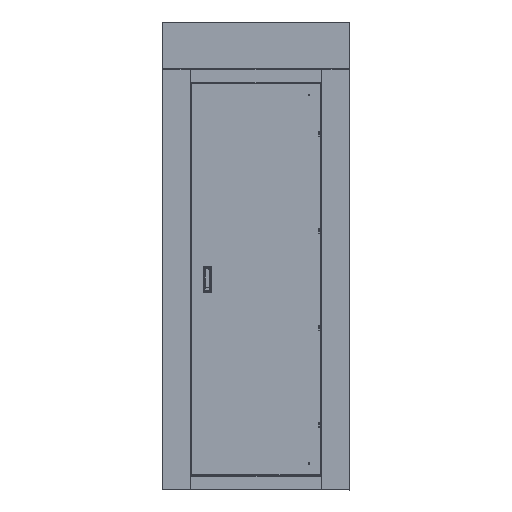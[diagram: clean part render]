
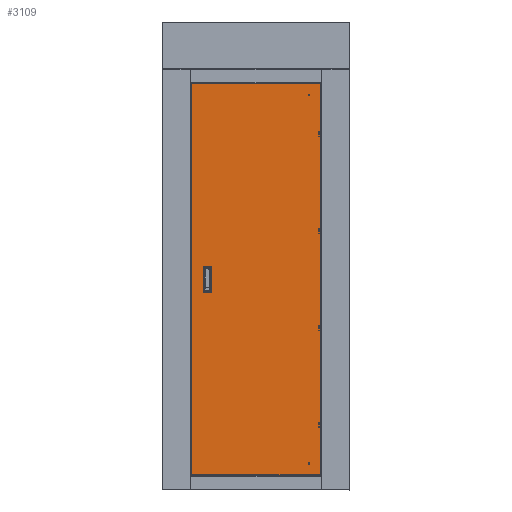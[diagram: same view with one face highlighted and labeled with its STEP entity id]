
A CAD part, top view. The second image highlights one B-rep face of the part: STEP entity #3109.
In plain terms, the highlighted planar face has unit normal (0, 0, 1).
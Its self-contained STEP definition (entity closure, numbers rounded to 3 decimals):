
#1493 = EDGE_CURVE ( 'NONE', #57492, #10157, #57727, .T. ) ;
#2175 = DIRECTION ( 'NONE',  ( -1., 0., 0. ) ) ;
#3109 = ADVANCED_FACE ( 'NONE', ( #49639, #14410 ), #12821, .F. ) ;
#3778 = ORIENTED_EDGE ( 'NONE', *, *, #1493, .T. ) ;
#4235 = DIRECTION ( 'NONE',  ( 0., 0., -1. ) ) ;
#5439 = VERTEX_POINT ( 'NONE', #47196 ) ;
#5627 = DIRECTION ( 'NONE',  ( 1., 0., 0. ) ) ;
#5849 = AXIS2_PLACEMENT_3D ( 'NONE', #44270, #16767, #48945 ) ;
#6313 = VECTOR ( 'NONE', #15499, 1000. ) ;
#6829 = EDGE_LOOP ( 'NONE', ( #9358, #3778, #10773, #28755, #29243, #49279, #29912, #58628 ) ) ;
#8836 = EDGE_CURVE ( 'NONE', #20872, #38946, #18658, .T. ) ;
#9091 = CARTESIAN_POINT ( 'NONE',  ( -167.388, 904.445, 1340.667 ) ) ;
#9358 = ORIENTED_EDGE ( 'NONE', *, *, #42157, .F. ) ;
#9639 = CARTESIAN_POINT ( 'NONE',  ( -82.388, 122.445, 1340.667 ) ) ;
#10013 = DIRECTION ( 'NONE',  ( 0., 0., -1. ) ) ;
#10157 = VERTEX_POINT ( 'NONE', #27564 ) ;
#10773 = ORIENTED_EDGE ( 'NONE', *, *, #39702, .F. ) ;
#10858 = LINE ( 'NONE', #23878, #58316 ) ;
#10976 = LINE ( 'NONE', #24632, #12438 ) ;
#12012 = VERTEX_POINT ( 'NONE', #50218 ) ;
#12438 = VECTOR ( 'NONE', #38247, 1000. ) ;
#12753 = CARTESIAN_POINT ( 'NONE',  ( -114.388, 12.445, 1340.667 ) ) ;
#12821 = PLANE ( 'NONE',  #43750 ) ;
#13217 = VERTEX_POINT ( 'NONE', #41266 ) ;
#13901 = AXIS2_PLACEMENT_3D ( 'NONE', #57185, #29630, #2175 ) ;
#14410 = FACE_OUTER_BOUND ( 'NONE', #51952, .T. ) ;
#15418 = VECTOR ( 'NONE', #21963, 1000. ) ;
#15499 = DIRECTION ( 'NONE',  ( 0., -1., 0. ) ) ;
#16739 = LINE ( 'NONE', #21767, #41108 ) ;
#16767 = DIRECTION ( 'NONE',  ( 0., 0., -1. ) ) ;
#17370 = CARTESIAN_POINT ( 'NONE',  ( 386.612, 900.445, 1340.667 ) ) ;
#17429 = DIRECTION ( 'NONE',  ( 0., 0., -1. ) ) ;
#17671 = ORIENTED_EDGE ( 'NONE', *, *, #46475, .F. ) ;
#18541 = LINE ( 'NONE', #38325, #6313 ) ;
#18658 = CIRCLE ( 'NONE', #13901, 1. ) ;
#19504 = DIRECTION ( 'NONE',  ( -1., 0., 0. ) ) ;
#19811 = AXIS2_PLACEMENT_3D ( 'NONE', #31682, #4235, #36301 ) ;
#19818 = EDGE_CURVE ( 'NONE', #20872, #28969, #10858, .T. ) ;
#20409 = VECTOR ( 'NONE', #19504, 1000. ) ;
#20872 = VERTEX_POINT ( 'NONE', #12753 ) ;
#21767 = CARTESIAN_POINT ( 'NONE',  ( -81.388, 12.445, 1340.667 ) ) ;
#21963 = DIRECTION ( 'NONE',  ( 0., 1., 0. ) ) ;
#23607 = EDGE_CURVE ( 'NONE', #30552, #36436, #44861, .T. ) ;
#23878 = CARTESIAN_POINT ( 'NONE',  ( -115.388, 12.445, 1340.667 ) ) ;
#24632 = CARTESIAN_POINT ( 'NONE',  ( -165.388, 904.445, 1340.667 ) ) ;
#25541 = AXIS2_PLACEMENT_3D ( 'NONE', #37485, #10013, #42102 ) ;
#27564 = CARTESIAN_POINT ( 'NONE',  ( -114.388, 122.445, 1340.667 ) ) ;
#28110 = EDGE_CURVE ( 'NONE', #32786, #5439, #50038, .T. ) ;
#28189 = LINE ( 'NONE', #37500, #52702 ) ;
#28259 = DIRECTION ( 'NONE',  ( -1., 0., 0. ) ) ;
#28699 = CARTESIAN_POINT ( 'NONE',  ( -167.388, -769.555, 1340.667 ) ) ;
#28755 = ORIENTED_EDGE ( 'NONE', *, *, #28110, .T. ) ;
#28969 = VERTEX_POINT ( 'NONE', #52629 ) ;
#29243 = ORIENTED_EDGE ( 'NONE', *, *, #56388, .F. ) ;
#29630 = DIRECTION ( 'NONE',  ( 0., 0., -1. ) ) ;
#29912 = ORIENTED_EDGE ( 'NONE', *, *, #19818, .F. ) ;
#30552 = VERTEX_POINT ( 'NONE', #38868 ) ;
#31682 = CARTESIAN_POINT ( 'NONE',  ( -114.388, 121.445, 1340.667 ) ) ;
#32277 = ORIENTED_EDGE ( 'NONE', *, *, #47257, .F. ) ;
#32786 = VERTEX_POINT ( 'NONE', #9639 ) ;
#35372 = DIRECTION ( 'NONE',  ( 0., 1., 0. ) ) ;
#36098 = CARTESIAN_POINT ( 'NONE',  ( -167.388, -769.555, 1340.667 ) ) ;
#36301 = DIRECTION ( 'NONE',  ( -1., 0., 0. ) ) ;
#36436 = VERTEX_POINT ( 'NONE', #36098 ) ;
#37485 = CARTESIAN_POINT ( 'NONE',  ( -82.388, 121.445, 1340.667 ) ) ;
#37500 = CARTESIAN_POINT ( 'NONE',  ( -115.388, 122.445, 1340.667 ) ) ;
#38247 = DIRECTION ( 'NONE',  ( 1., 0., 0. ) ) ;
#38325 = CARTESIAN_POINT ( 'NONE',  ( -115.388, 12.445, 1340.667 ) ) ;
#38349 = LINE ( 'NONE', #17370, #15418 ) ;
#38868 = CARTESIAN_POINT ( 'NONE',  ( 386.612, -769.555, 1340.667 ) ) ;
#38946 = VERTEX_POINT ( 'NONE', #46536 ) ;
#39702 = EDGE_CURVE ( 'NONE', #32786, #10157, #28189, .T. ) ;
#40509 = VECTOR ( 'NONE', #50321, 1000. ) ;
#41108 = VECTOR ( 'NONE', #35372, 1000. ) ;
#41266 = CARTESIAN_POINT ( 'NONE',  ( -81.388, 13.445, 1340.667 ) ) ;
#42102 = DIRECTION ( 'NONE',  ( -1., 0., 0. ) ) ;
#42157 = EDGE_CURVE ( 'NONE', #57492, #38946, #18541, .T. ) ;
#43750 = AXIS2_PLACEMENT_3D ( 'NONE', #44952, #17429, #49583 ) ;
#44270 = CARTESIAN_POINT ( 'NONE',  ( -82.388, 13.445, 1340.667 ) ) ;
#44271 = EDGE_CURVE ( 'NONE', #13217, #28969, #51437, .T. ) ;
#44861 = LINE ( 'NONE', #28699, #20409 ) ;
#44952 = CARTESIAN_POINT ( 'NONE',  ( 383.612, -766.555, 1340.667 ) ) ;
#46322 = EDGE_CURVE ( 'NONE', #30552, #12012, #38349, .T. ) ;
#46475 = EDGE_CURVE ( 'NONE', #36436, #48660, #52806, .T. ) ;
#46536 = CARTESIAN_POINT ( 'NONE',  ( -115.388, 13.445, 1340.667 ) ) ;
#47196 = CARTESIAN_POINT ( 'NONE',  ( -81.388, 121.445, 1340.667 ) ) ;
#47257 = EDGE_CURVE ( 'NONE', #48660, #12012, #10976, .T. ) ;
#48660 = VERTEX_POINT ( 'NONE', #50040 ) ;
#48945 = DIRECTION ( 'NONE',  ( -1., 0., 0. ) ) ;
#49279 = ORIENTED_EDGE ( 'NONE', *, *, #44271, .T. ) ;
#49583 = DIRECTION ( 'NONE',  ( -1., 0., 0. ) ) ;
#49639 = FACE_BOUND ( 'NONE', #6829, .T. ) ;
#49898 = ORIENTED_EDGE ( 'NONE', *, *, #46322, .T. ) ;
#50038 = CIRCLE ( 'NONE', #25541, 1. ) ;
#50040 = CARTESIAN_POINT ( 'NONE',  ( -167.388, 904.445, 1340.667 ) ) ;
#50218 = CARTESIAN_POINT ( 'NONE',  ( 386.612, 904.445, 1340.667 ) ) ;
#50321 = DIRECTION ( 'NONE',  ( 0., 1., 0. ) ) ;
#51437 = CIRCLE ( 'NONE', #5849, 1. ) ;
#51674 = CARTESIAN_POINT ( 'NONE',  ( -115.388, 121.445, 1340.667 ) ) ;
#51952 = EDGE_LOOP ( 'NONE', ( #56695, #49898, #32277, #17671 ) ) ;
#52629 = CARTESIAN_POINT ( 'NONE',  ( -82.388, 12.445, 1340.667 ) ) ;
#52702 = VECTOR ( 'NONE', #28259, 1000. ) ;
#52806 = LINE ( 'NONE', #9091, #40509 ) ;
#56388 = EDGE_CURVE ( 'NONE', #13217, #5439, #16739, .T. ) ;
#56695 = ORIENTED_EDGE ( 'NONE', *, *, #23607, .F. ) ;
#57185 = CARTESIAN_POINT ( 'NONE',  ( -114.388, 13.445, 1340.667 ) ) ;
#57492 = VERTEX_POINT ( 'NONE', #51674 ) ;
#57727 = CIRCLE ( 'NONE', #19811, 1. ) ;
#58316 = VECTOR ( 'NONE', #5627, 1000. ) ;
#58628 = ORIENTED_EDGE ( 'NONE', *, *, #8836, .T. ) ;
